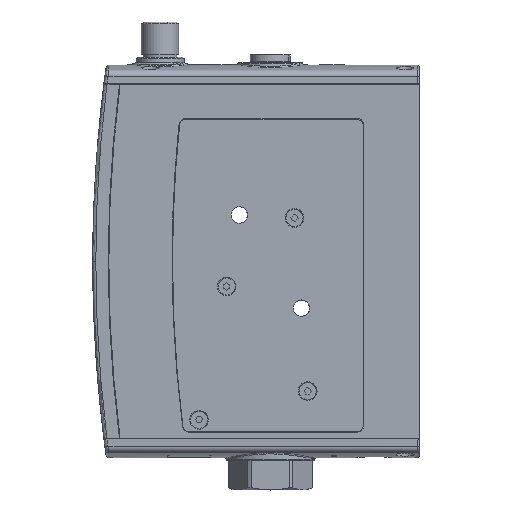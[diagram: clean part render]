
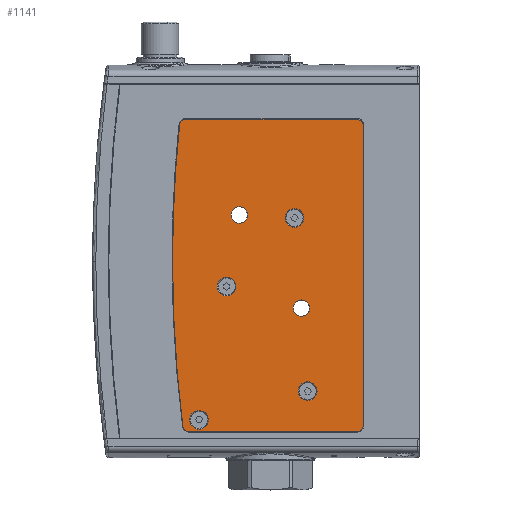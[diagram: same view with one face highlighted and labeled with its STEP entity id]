
A CAD part, top view. The second image highlights one B-rep face of the part: STEP entity #1141.
In plain terms, the highlighted planar face has unit normal (0, 0, 1).
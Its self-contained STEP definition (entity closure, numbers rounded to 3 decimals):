
#1141=ADVANCED_FACE('NONE',(#3082,#3083,#3084,#3085,#3086,#3087,#3088),#3089,.T.);
#3082=FACE_OUTER_BOUND('',#9463,.T.);
#3083=FACE_BOUND('',#9464,.T.);
#3084=FACE_BOUND('',#9465,.T.);
#3085=FACE_BOUND('',#9466,.T.);
#3086=FACE_BOUND('',#9467,.T.);
#3087=FACE_BOUND('',#9468,.T.);
#3088=FACE_BOUND('',#9469,.T.);
#3089=PLANE('',#9470);
#9463=EDGE_LOOP('',(#18315,#18316,#18317,#18318,#18319,#18320,#18321,#18322,#18323));
#9464=EDGE_LOOP('',(#18324,#18325));
#9465=EDGE_LOOP('',(#18326,#18327));
#9466=EDGE_LOOP('',(#18328,#18329));
#9467=EDGE_LOOP('',(#18330,#18331));
#9468=EDGE_LOOP('',(#18332,#18333));
#9469=EDGE_LOOP('',(#18334,#18335));
#9470=AXIS2_PLACEMENT_3D('',#18336,#18337,#18338);
#18315=ORIENTED_EDGE('',*,*,#27472,.F.);
#18316=ORIENTED_EDGE('',*,*,#27487,.T.);
#18317=ORIENTED_EDGE('',*,*,#27466,.F.);
#18318=ORIENTED_EDGE('',*,*,#27488,.T.);
#18319=ORIENTED_EDGE('',*,*,#27464,.F.);
#18320=ORIENTED_EDGE('',*,*,#27489,.T.);
#18321=ORIENTED_EDGE('',*,*,#27423,.F.);
#18322=ORIENTED_EDGE('',*,*,#27476,.F.);
#18323=ORIENTED_EDGE('',*,*,#27490,.T.);
#18324=ORIENTED_EDGE('',*,*,#27491,.F.);
#18325=ORIENTED_EDGE('',*,*,#27428,.F.);
#18326=ORIENTED_EDGE('',*,*,#27492,.F.);
#18327=ORIENTED_EDGE('',*,*,#27432,.F.);
#18328=ORIENTED_EDGE('',*,*,#27493,.F.);
#18329=ORIENTED_EDGE('',*,*,#27436,.F.);
#18330=ORIENTED_EDGE('',*,*,#27494,.F.);
#18331=ORIENTED_EDGE('',*,*,#27443,.F.);
#18332=ORIENTED_EDGE('',*,*,#27495,.F.);
#18333=ORIENTED_EDGE('',*,*,#27450,.F.);
#18334=ORIENTED_EDGE('',*,*,#27496,.F.);
#18335=ORIENTED_EDGE('',*,*,#27457,.F.);
#18336=CARTESIAN_POINT('',(351.368,-56.499,16.0));
#18337=DIRECTION('',(-0.0,0.0,1.0));
#18338=DIRECTION('',(1.0,-0.0,0.0));
#27423=EDGE_CURVE('NONE',#32010,#32013,#32014,.T.);
#27428=EDGE_CURVE('NONE',#32021,#32023,#32024,.T.);
#27432=EDGE_CURVE('NONE',#32029,#32031,#32032,.T.);
#27436=EDGE_CURVE('NONE',#32037,#32039,#32040,.T.);
#27443=EDGE_CURVE('NONE',#32050,#32052,#32053,.T.);
#27450=EDGE_CURVE('NONE',#32063,#32065,#32066,.T.);
#27457=EDGE_CURVE('NONE',#32076,#32078,#32079,.T.);
#27464=EDGE_CURVE('NONE',#32089,#32091,#32092,.T.);
#27466=EDGE_CURVE('NONE',#32094,#32095,#32096,.T.);
#27472=EDGE_CURVE('NONE',#32105,#32107,#32108,.T.);
#27476=EDGE_CURVE('NONE',#32112,#32010,#32114,.T.);
#27487=EDGE_CURVE('NONE',#32105,#32095,#32125,.T.);
#27488=EDGE_CURVE('NONE',#32094,#32091,#32126,.T.);
#27489=EDGE_CURVE('NONE',#32089,#32013,#32127,.T.);
#27490=EDGE_CURVE('NONE',#32112,#32107,#32128,.T.);
#27491=EDGE_CURVE('NONE',#32023,#32021,#32129,.T.);
#27492=EDGE_CURVE('NONE',#32031,#32029,#32130,.T.);
#27493=EDGE_CURVE('NONE',#32039,#32037,#32131,.T.);
#27494=EDGE_CURVE('NONE',#32052,#32050,#32132,.T.);
#27495=EDGE_CURVE('NONE',#32065,#32063,#32133,.T.);
#27496=EDGE_CURVE('NONE',#32078,#32076,#32134,.T.);
#32010=VERTEX_POINT('',#43723);
#32013=VERTEX_POINT('NONE',#43727);
#32014=CIRCLE('',#43728,431.0);
#32021=VERTEX_POINT('NONE',#43736);
#32023=VERTEX_POINT('NONE',#43739);
#32024=CIRCLE('',#43740,2.65);
#32029=VERTEX_POINT('NONE',#43746);
#32031=VERTEX_POINT('NONE',#43749);
#32032=CIRCLE('',#43750,2.65);
#32037=VERTEX_POINT('NONE',#43756);
#32039=VERTEX_POINT('NONE',#43759);
#32040=CIRCLE('',#43760,3.0);
#32050=VERTEX_POINT('NONE',#43773);
#32052=VERTEX_POINT('NONE',#43776);
#32053=CIRCLE('',#43777,3.0);
#32063=VERTEX_POINT('NONE',#43790);
#32065=VERTEX_POINT('NONE',#43793);
#32066=CIRCLE('',#43794,3.0);
#32076=VERTEX_POINT('NONE',#43807);
#32078=VERTEX_POINT('NONE',#43810);
#32079=CIRCLE('',#43811,3.0);
#32089=VERTEX_POINT('NONE',#43825);
#32091=VERTEX_POINT('NONE',#43828);
#32092=LINE('',#43829,#43830);
#32094=VERTEX_POINT('NONE',#43833);
#32095=VERTEX_POINT('NONE',#43834);
#32096=LINE('',#43835,#43836);
#32105=VERTEX_POINT('NONE',#43849);
#32107=VERTEX_POINT('NONE',#43852);
#32108=LINE('',#43853,#43854);
#32112=VERTEX_POINT('NONE',#43859);
#32114=CIRCLE('',#43862,431.0);
#32125=CIRCLE('',#43873,2.2);
#32126=CIRCLE('',#43874,2.2);
#32127=CIRCLE('',#43875,2.2);
#32128=CIRCLE('',#43876,2.2);
#32129=CIRCLE('',#43877,2.65);
#32130=CIRCLE('',#43878,2.65);
#32131=CIRCLE('',#43879,3.0);
#32132=CIRCLE('',#43880,3.0);
#32133=CIRCLE('',#43881,3.0);
#32134=CIRCLE('',#43882,3.0);
#43723=CARTESIAN_POINT('',(-79.632,-56.499,16.0));
#43727=CARTESIAN_POINT('',(-77.454,-13.229,16.0));
#43728=AXIS2_PLACEMENT_3D('',#58293,#58294,#58295);
#43736=CARTESIAN_POINT('',(-40.6,-72.1,16.0));
#43739=CARTESIAN_POINT('',(-35.3,-72.1,16.0));
#43740=AXIS2_PLACEMENT_3D('',#58304,#58305,#58306);
#43746=CARTESIAN_POINT('',(-60.6,-42.1,16.0));
#43749=CARTESIAN_POINT('',(-55.3,-42.1,16.0));
#43750=AXIS2_PLACEMENT_3D('',#58312,#58313,#58314);
#43756=CARTESIAN_POINT('',(-65.05,-65.1,16.0));
#43759=CARTESIAN_POINT('',(-59.05,-65.1,16.0));
#43760=AXIS2_PLACEMENT_3D('',#58320,#58321,#58322);
#43773=CARTESIAN_POINT('',(-43.2,-43.,16.0));
#43776=CARTESIAN_POINT('',(-37.2,-43.,16.0));
#43777=AXIS2_PLACEMENT_3D('',#58333,#58334,#58335);
#43790=CARTESIAN_POINT('',(-38.95,-98.8,16.0));
#43793=CARTESIAN_POINT('',(-32.95,-98.8,16.0));
#43794=AXIS2_PLACEMENT_3D('',#58346,#58347,#58348);
#43807=CARTESIAN_POINT('',(-73.95,-108.05,16.0));
#43810=CARTESIAN_POINT('',(-67.95,-108.05,16.0));
#43811=AXIS2_PLACEMENT_3D('',#58359,#58360,#58361);
#43825=CARTESIAN_POINT('',(-75.265,-11.25,16.0));
#43828=CARTESIAN_POINT('',(-20.25,-11.25,16.0));
#43829=CARTESIAN_POINT('',(-18.05,-11.25,16.0));
#43830=VECTOR('',#58370,1000.0);
#43833=CARTESIAN_POINT('',(-18.05,-13.45,16.0));
#43834=CARTESIAN_POINT('',(-18.05,-109.75,16.0));
#43835=CARTESIAN_POINT('',(-18.05,-11.25,16.0));
#43836=VECTOR('',#58372,1000.0);
#43849=CARTESIAN_POINT('',(-20.25,-111.95,16.0));
#43852=CARTESIAN_POINT('',(-74.113,-111.95,16.0));
#43853=CARTESIAN_POINT('',(-18.05,-111.95,16.0));
#43854=VECTOR('',#58378,1000.0);
#43859=CARTESIAN_POINT('',(-76.296,-110.023,16.0));
#43862=AXIS2_PLACEMENT_3D('',#58384,#58385,#58386);
#43873=AXIS2_PLACEMENT_3D('',#58417,#58418,#58419);
#43874=AXIS2_PLACEMENT_3D('',#58420,#58421,#58422);
#43875=AXIS2_PLACEMENT_3D('',#58423,#58424,#58425);
#43876=AXIS2_PLACEMENT_3D('',#58426,#58427,#58428);
#43877=AXIS2_PLACEMENT_3D('',#58429,#58430,#58431);
#43878=AXIS2_PLACEMENT_3D('',#58432,#58433,#58434);
#43879=AXIS2_PLACEMENT_3D('',#58435,#58436,#58437);
#43880=AXIS2_PLACEMENT_3D('',#58438,#58439,#58440);
#43881=AXIS2_PLACEMENT_3D('',#58441,#58442,#58443);
#43882=AXIS2_PLACEMENT_3D('',#58444,#58445,#58446);
#58293=CARTESIAN_POINT('',(351.368,-56.499,16.0));
#58294=DIRECTION('',(0.0,0.0,-1.0));
#58295=DIRECTION('',(1.0,0.,0.0));
#58304=CARTESIAN_POINT('',(-37.95,-72.1,16.0));
#58305=DIRECTION('',(-0.0,0.0,1.0));
#58306=DIRECTION('',(1.0,0.0,0.0));
#58312=CARTESIAN_POINT('',(-57.95,-42.1,16.0));
#58313=DIRECTION('',(-0.0,0.0,1.0));
#58314=DIRECTION('',(1.0,0.0,0.0));
#58320=CARTESIAN_POINT('',(-62.05,-65.1,16.0));
#58321=DIRECTION('',(0.0,0.0,1.0));
#58322=DIRECTION('',(1.0,0.0,0.0));
#58333=CARTESIAN_POINT('',(-40.2,-43.,16.0));
#58334=DIRECTION('',(0.0,0.0,1.0));
#58335=DIRECTION('',(1.0,0.0,0.0));
#58346=CARTESIAN_POINT('',(-35.95,-98.8,16.0));
#58347=DIRECTION('',(0.0,0.0,1.0));
#58348=DIRECTION('',(1.0,0.0,0.0));
#58359=CARTESIAN_POINT('',(-70.95,-108.05,16.0));
#58360=DIRECTION('',(0.0,0.0,1.0));
#58361=DIRECTION('',(1.0,0.0,0.0));
#58370=DIRECTION('',(1.0,0.,0.0));
#58372=DIRECTION('',(0.,-1.0,0.0));
#58378=DIRECTION('',(-1.0,0.,0.0));
#58384=CARTESIAN_POINT('',(351.368,-56.499,16.0));
#58385=DIRECTION('',(0.0,0.0,-1.0));
#58386=DIRECTION('',(1.0,0.,0.0));
#58417=CARTESIAN_POINT('',(-20.25,-109.75,16.0));
#58418=DIRECTION('',(0.0,0.0,1.0));
#58419=DIRECTION('',(1.0,0.0,0.0));
#58420=CARTESIAN_POINT('',(-20.25,-13.45,16.0));
#58421=DIRECTION('',(0.0,0.0,1.0));
#58422=DIRECTION('',(1.0,0.0,0.0));
#58423=CARTESIAN_POINT('',(-75.265,-13.45,16.0));
#58424=DIRECTION('',(0.0,0.0,1.0));
#58425=DIRECTION('',(1.0,0.0,0.0));
#58426=CARTESIAN_POINT('',(-74.113,-109.75,16.0));
#58427=DIRECTION('',(0.0,0.0,1.0));
#58428=DIRECTION('',(1.0,0.0,0.0));
#58429=CARTESIAN_POINT('',(-37.95,-72.1,16.0));
#58430=DIRECTION('',(-0.0,0.0,1.0));
#58431=DIRECTION('',(1.0,0.0,0.0));
#58432=CARTESIAN_POINT('',(-57.95,-42.1,16.0));
#58433=DIRECTION('',(-0.0,0.0,1.0));
#58434=DIRECTION('',(1.0,0.0,0.0));
#58435=CARTESIAN_POINT('',(-62.05,-65.1,16.0));
#58436=DIRECTION('',(0.0,0.0,1.0));
#58437=DIRECTION('',(1.0,0.0,0.0));
#58438=CARTESIAN_POINT('',(-40.2,-43.,16.0));
#58439=DIRECTION('',(0.0,0.0,1.0));
#58440=DIRECTION('',(1.0,0.0,0.0));
#58441=CARTESIAN_POINT('',(-35.95,-98.8,16.0));
#58442=DIRECTION('',(0.0,0.0,1.0));
#58443=DIRECTION('',(1.0,0.0,0.0));
#58444=CARTESIAN_POINT('',(-70.95,-108.05,16.0));
#58445=DIRECTION('',(0.0,0.0,1.0));
#58446=DIRECTION('',(1.0,0.0,0.0));
